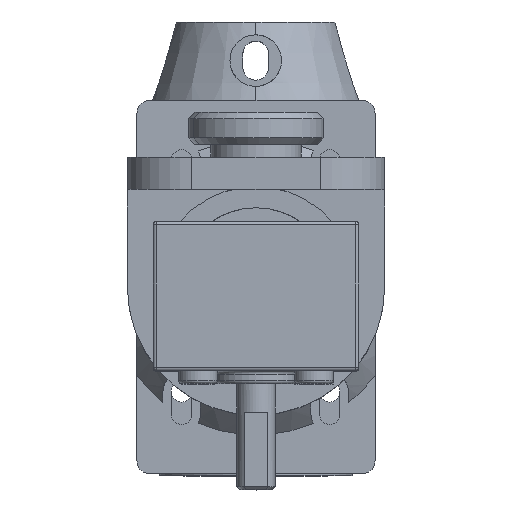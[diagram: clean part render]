
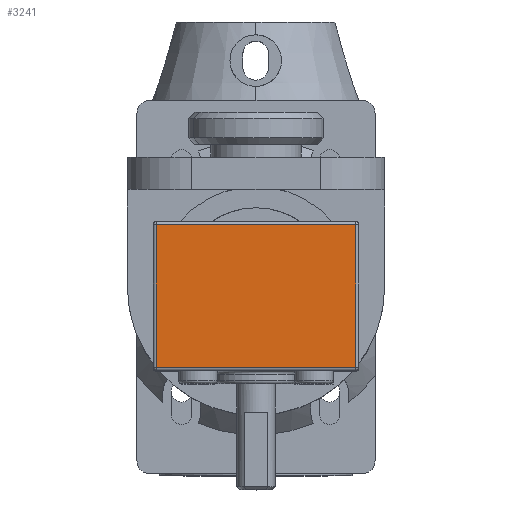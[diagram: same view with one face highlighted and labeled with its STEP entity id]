
A CAD part, top view. The second image highlights one B-rep face of the part: STEP entity #3241.
In plain terms, the highlighted face is planar.
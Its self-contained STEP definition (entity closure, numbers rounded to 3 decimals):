
#338 = LINE ( 'NONE', #6302, #4949 ) ;
#1031 = VECTOR ( 'NONE', #3820, 1000. ) ;
#1274 = CARTESIAN_POINT ( 'NONE',  ( -15.5, 79.8, 9.5 ) ) ;
#1634 = LINE ( 'NONE', #2646, #3257 ) ;
#1846 = DIRECTION ( 'NONE',  ( 0., 0., 1. ) ) ;
#1849 = DIRECTION ( 'NONE',  ( 0., 0., 1. ) ) ;
#2060 = CARTESIAN_POINT ( 'NONE',  ( 16., 79.8, 9.5 ) ) ;
#2067 = EDGE_LOOP ( 'NONE', ( #4519, #6374, #2579, #4256 ) ) ;
#2248 = CARTESIAN_POINT ( 'NONE',  ( 0., 79.8, -12.7 ) ) ;
#2272 = AXIS2_PLACEMENT_3D ( 'NONE', #8406, #2634, #1846 ) ;
#2541 = LINE ( 'NONE', #2060, #7331 ) ;
#2579 = ORIENTED_EDGE ( 'NONE', *, *, #2894, .T. ) ;
#2634 = DIRECTION ( 'NONE',  ( 0., 1., 0. ) ) ;
#2646 = CARTESIAN_POINT ( 'NONE',  ( 15.5, 79.8, -13.2 ) ) ;
#2722 = VERTEX_POINT ( 'NONE', #7496 ) ;
#2894 = EDGE_CURVE ( 'NONE', #5774, #7862, #2541, .T. ) ;
#3241 = ADVANCED_FACE ( '�����7', ( #8397 ), #7594, .T. ) ;
#3257 = VECTOR ( 'NONE', #7737, 1000. ) ;
#3614 = DIRECTION ( 'NONE',  ( 1., 0., 0. ) ) ;
#3820 = DIRECTION ( 'NONE',  ( -1., 0., 0. ) ) ;
#3895 = LINE ( 'NONE', #2248, #1031 ) ;
#4222 = CARTESIAN_POINT ( 'NONE',  ( 15.5, 79.8, -12.7 ) ) ;
#4256 = ORIENTED_EDGE ( 'NONE', *, *, #7406, .T. ) ;
#4519 = ORIENTED_EDGE ( 'NONE', *, *, #5296, .T. ) ;
#4771 = VERTEX_POINT ( 'NONE', #4222 ) ;
#4949 = VECTOR ( 'NONE', #1849, 1000. ) ;
#5296 = EDGE_CURVE ( '������29', #4771, #2722, #3895, .T. ) ;
#5774 = VERTEX_POINT ( 'NONE', #1274 ) ;
#5959 = CARTESIAN_POINT ( 'NONE',  ( 15.5, 79.8, 9.5 ) ) ;
#6302 = CARTESIAN_POINT ( 'NONE',  ( -15.5, 79.8, 10. ) ) ;
#6374 = ORIENTED_EDGE ( 'NONE', *, *, #8197, .T. ) ;
#7331 = VECTOR ( 'NONE', #3614, 1000. ) ;
#7406 = EDGE_CURVE ( '������7', #7862, #4771, #1634, .T. ) ;
#7496 = CARTESIAN_POINT ( 'NONE',  ( -15.5, 79.8, -12.7 ) ) ;
#7594 = PLANE ( 'NONE',  #2272 ) ;
#7737 = DIRECTION ( 'NONE',  ( 0., 0., -1. ) ) ;
#7862 = VERTEX_POINT ( 'NONE', #5959 ) ;
#8197 = EDGE_CURVE ( 'NONE', #2722, #5774, #338, .T. ) ;
#8397 = FACE_OUTER_BOUND ( 'NONE', #2067, .T. ) ;
#8406 = CARTESIAN_POINT ( 'NONE',  ( 0., 79.8, 0. ) ) ;
